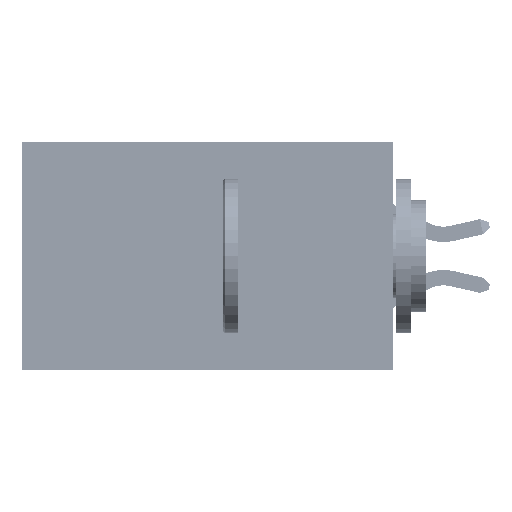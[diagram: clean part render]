
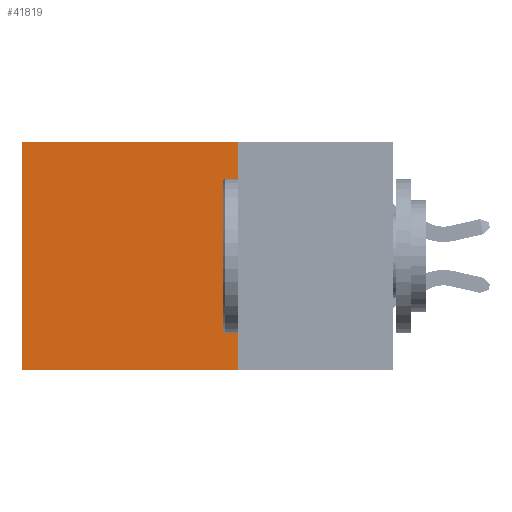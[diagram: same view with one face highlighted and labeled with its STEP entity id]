
A CAD part, left-side view. The second image highlights one B-rep face of the part: STEP entity #41819.
In plain terms, the highlighted planar face has unit normal (-1, 0, 0).
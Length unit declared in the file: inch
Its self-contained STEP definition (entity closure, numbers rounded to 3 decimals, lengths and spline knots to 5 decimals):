
#1493 = LINE ( 'NONE', #10602, #37102 ) ;
#6704 = VECTOR ( 'NONE', #25344, 39.37008 ) ;
#7468 = VECTOR ( 'NONE', #26688, 39.37008 ) ;
#7856 = DIRECTION ( 'NONE',  ( 0., 0., -1. ) ) ;
#10602 = CARTESIAN_POINT ( 'NONE',  ( 0.2875, 0.6, 0. ) ) ;
#10957 = VERTEX_POINT ( 'NONE', #29569 ) ;
#11855 = CARTESIAN_POINT ( 'NONE',  ( 0.2875, 0.6, -0.37 ) ) ;
#12324 = LINE ( 'NONE', #42378, #31721 ) ;
#15078 = PLANE ( 'NONE',  #33882 ) ;
#18963 = CARTESIAN_POINT ( 'NONE',  ( 0.2875, 0.25, 0. ) ) ;
#19853 = ORIENTED_EDGE ( 'NONE', *, *, #40457, .F. ) ;
#19987 = ORIENTED_EDGE ( 'NONE', *, *, #24559, .F. ) ;
#20948 = EDGE_LOOP ( 'NONE', ( #31590, #19853, #19987, #24913 ) ) ;
#22655 = DIRECTION ( 'NONE',  ( 1., 0., 0. ) ) ;
#24559 = EDGE_CURVE ( 'NONE', #10957, #47243, #12324, .T. ) ;
#24913 = ORIENTED_EDGE ( 'NONE', *, *, #28428, .T. ) ;
#25344 = DIRECTION ( 'NONE',  ( 0., 1., 0. ) ) ;
#26527 = DIRECTION ( 'NONE',  ( 0., 0., -1. ) ) ;
#26688 = DIRECTION ( 'NONE',  ( 0., 1., 0. ) ) ;
#27133 = VERTEX_POINT ( 'NONE', #33346 ) ;
#28428 = EDGE_CURVE ( 'NONE', #10957, #27133, #45659, .T. ) ;
#28435 = EDGE_CURVE ( 'NONE', #27133, #36103, #1493, .T. ) ;
#29569 = CARTESIAN_POINT ( 'NONE',  ( 0.2875, 0.25, 0. ) ) ;
#30252 = CARTESIAN_POINT ( 'NONE',  ( 0.2875, 0.25, -0.37 ) ) ;
#30373 = CARTESIAN_POINT ( 'NONE',  ( 0.2875, 0.25, 0. ) ) ;
#31590 = ORIENTED_EDGE ( 'NONE', *, *, #28435, .T. ) ;
#31721 = VECTOR ( 'NONE', #7856, 39.37008 ) ;
#33346 = CARTESIAN_POINT ( 'NONE',  ( 0.2875, 0.6, 0. ) ) ;
#33882 = AXIS2_PLACEMENT_3D ( 'NONE', #18963, #22655, #46024 ) ;
#36103 = VERTEX_POINT ( 'NONE', #11855 ) ;
#36342 = LINE ( 'NONE', #48524, #6704 ) ;
#37102 = VECTOR ( 'NONE', #26527, 39.37008 ) ;
#40457 = EDGE_CURVE ( 'NONE', #47243, #36103, #36342, .T. ) ;
#41819 = ADVANCED_FACE ( 'NONE', ( #46830 ), #15078, .F. ) ;
#42378 = CARTESIAN_POINT ( 'NONE',  ( 0.2875, 0.25, 0. ) ) ;
#45659 = LINE ( 'NONE', #30373, #7468 ) ;
#46024 = DIRECTION ( 'NONE',  ( 0., 0., -1. ) ) ;
#46830 = FACE_OUTER_BOUND ( 'NONE', #20948, .T. ) ;
#47243 = VERTEX_POINT ( 'NONE', #30252 ) ;
#48524 = CARTESIAN_POINT ( 'NONE',  ( 0.2875, 0.25, -0.37 ) ) ;
